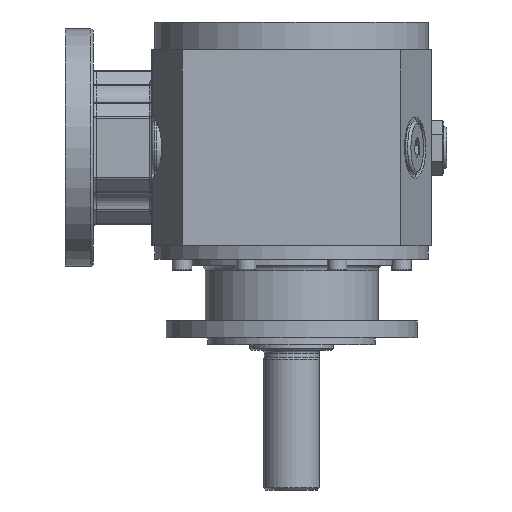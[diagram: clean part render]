
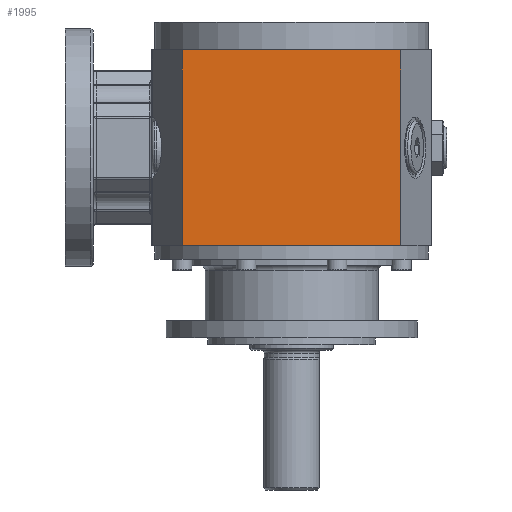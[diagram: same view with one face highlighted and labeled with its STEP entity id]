
A CAD part, front view. The second image highlights one B-rep face of the part: STEP entity #1995.
In plain terms, the highlighted planar face has unit normal (0, -1, 0).
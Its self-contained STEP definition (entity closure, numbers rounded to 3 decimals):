
#1995 = ADVANCED_FACE( '', ( #4480 ), #4481, .T. );
#4480 = FACE_OUTER_BOUND( '', #14054, .T. );
#4481 = PLANE( '', #14055 );
#14054 = EDGE_LOOP( '', ( #22288, #22289, #22290, #22291 ) );
#14055 = AXIS2_PLACEMENT_3D( '', #22292, #22293, #22294 );
#22288 = ORIENTED_EDGE( '', *, *, #26470, .F. );
#22289 = ORIENTED_EDGE( '', *, *, #24532, .T. );
#22290 = ORIENTED_EDGE( '', *, *, #24427, .T. );
#22291 = ORIENTED_EDGE( '', *, *, #25452, .F. );
#22292 = CARTESIAN_POINT( '', ( 14.181, 5.262, 0. ) );
#22293 = DIRECTION( '', ( 0., -1., 0. ) );
#22294 = DIRECTION( '', ( 0., 0., -1. ) );
#24427 = EDGE_CURVE( '', #27043, #27041, #27044, .T. );
#24532 = EDGE_CURVE( '', #27231, #27043, #27232, .T. );
#25452 = EDGE_CURVE( '', #28744, #27041, #28746, .T. );
#26470 = EDGE_CURVE( '', #27231, #28744, #30145, .T. );
#27041 = VERTEX_POINT( '', #31106 );
#27043 = VERTEX_POINT( '', #31109 );
#27044 = LINE( '', #31110, #31111 );
#27231 = VERTEX_POINT( '', #31720 );
#27232 = LINE( '', #31721, #31722 );
#28744 = VERTEX_POINT( '', #39130 );
#28746 = LINE( '', #39133, #39134 );
#30145 = LINE( '', #45498, #45499 );
#31106 = CARTESIAN_POINT( '', ( 92.343, 5.262, 35. ) );
#31109 = CARTESIAN_POINT( '', ( 92.343, 5.262, -35. ) );
#31110 = CARTESIAN_POINT( '', ( 92.343, 5.262, 0. ) );
#31111 = VECTOR( '', #47329, 1000. );
#31720 = CARTESIAN_POINT( '', ( 14.181, 5.262, -35. ) );
#31721 = CARTESIAN_POINT( '', ( 53.262, 5.262, -35. ) );
#31722 = VECTOR( '', #47467, 1000. );
#39130 = CARTESIAN_POINT( '', ( 14.181, 5.262, 35. ) );
#39133 = CARTESIAN_POINT( '', ( 53.262, 5.262, 35. ) );
#39134 = VECTOR( '', #48397, 1000. );
#45498 = CARTESIAN_POINT( '', ( 14.181, 5.262, 0. ) );
#45499 = VECTOR( '', #49265, 1000. );
#47329 = DIRECTION( '', ( 0., 0., 1. ) );
#47467 = DIRECTION( '', ( 1., 0., 0. ) );
#48397 = DIRECTION( '', ( 1., 0., 0. ) );
#49265 = DIRECTION( '', ( 0., 0., 1. ) );
